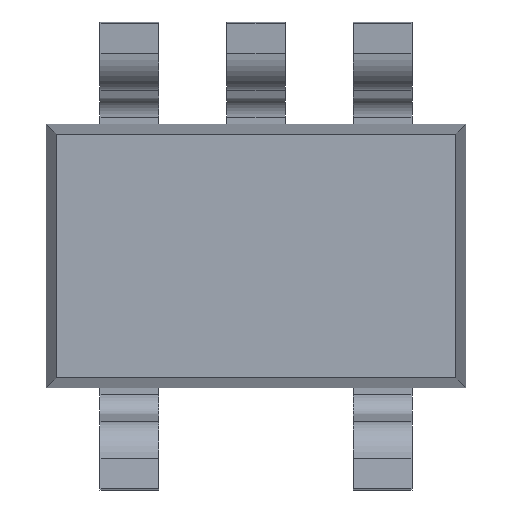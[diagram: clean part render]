
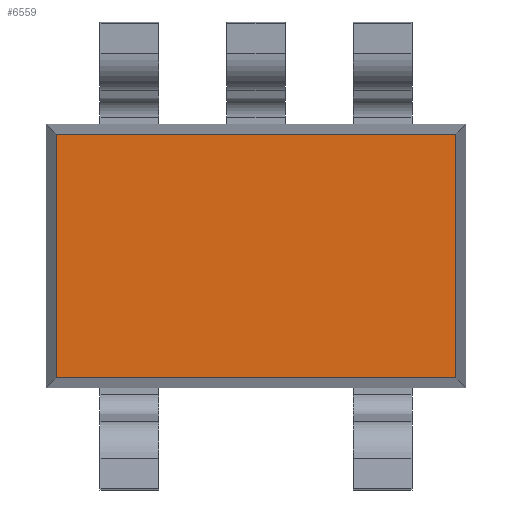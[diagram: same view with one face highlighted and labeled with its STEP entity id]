
A CAD part, front view. The second image highlights one B-rep face of the part: STEP entity #6559.
In plain terms, the highlighted planar face has unit normal (0, -1, 0).
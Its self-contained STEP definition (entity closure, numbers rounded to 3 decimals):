
#50=DIRECTION('',(0.,0.,1.));
#51=VECTOR('',#50,1.25);
#52=CARTESIAN_POINT('',(1.025,0.,-0.625));
#53=LINE('',#52,#51);
#58=DIRECTION('',(1.,0.,0.));
#59=VECTOR('',#58,2.05);
#60=CARTESIAN_POINT('',(-1.025,0.,-0.625));
#61=LINE('',#60,#59);
#65=DIRECTION('',(0.,0.,-1.));
#66=VECTOR('',#65,1.25);
#67=CARTESIAN_POINT('',(-1.025,0.,0.625));
#68=LINE('',#67,#66);
#72=DIRECTION('',(-1.,0.,0.));
#73=VECTOR('',#72,2.05);
#74=CARTESIAN_POINT('',(1.025,0.,0.625));
#75=LINE('',#74,#73);
#5532=CARTESIAN_POINT('',(1.025,0.,-0.625));
#5533=CARTESIAN_POINT('',(1.025,0.,0.625));
#5534=VERTEX_POINT('',#5532);
#5535=VERTEX_POINT('',#5533);
#5542=CARTESIAN_POINT('',(-1.025,0.,-0.625));
#5543=VERTEX_POINT('',#5542);
#5546=CARTESIAN_POINT('',(-1.025,0.,0.625));
#5547=VERTEX_POINT('',#5546);
#6544=CARTESIAN_POINT('',(0.,0.,0.));
#6545=DIRECTION('',(0.,1.,0.));
#6546=DIRECTION('',(1.,0.,0.));
#6547=AXIS2_PLACEMENT_3D('',#6544,#6545,#6546);
#6548=PLANE('',#6547);
#6550=ORIENTED_EDGE('',*,*,#6549,.F.);
#6552=ORIENTED_EDGE('',*,*,#6551,.F.);
#6554=ORIENTED_EDGE('',*,*,#6553,.F.);
#6556=ORIENTED_EDGE('',*,*,#6555,.F.);
#6557=EDGE_LOOP('',(#6550,#6552,#6554,#6556));
#6558=FACE_OUTER_BOUND('',#6557,.F.);
#6559=ADVANCED_FACE('',(#6558),#6548,.F.);
#6549=EDGE_CURVE('',#5534,#5535,#53,.T.);
#6551=EDGE_CURVE('',#5543,#5534,#61,.T.);
#6553=EDGE_CURVE('',#5547,#5543,#68,.T.);
#6555=EDGE_CURVE('',#5535,#5547,#75,.T.);
